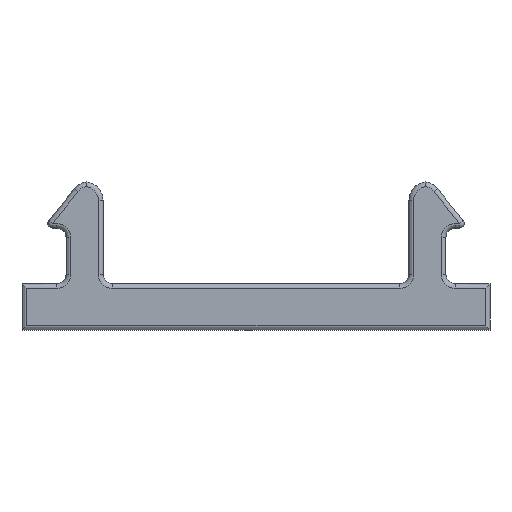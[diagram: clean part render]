
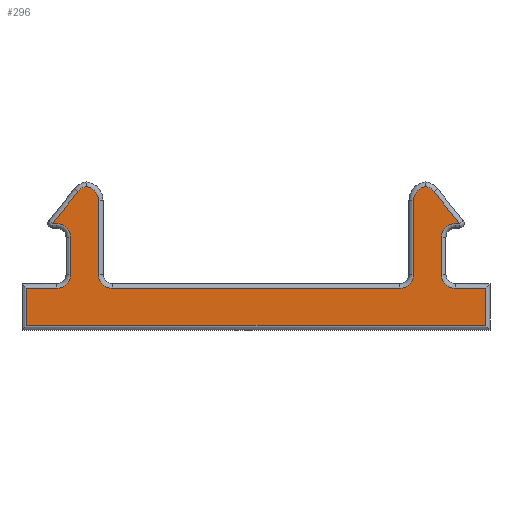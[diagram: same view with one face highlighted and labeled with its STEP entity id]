
A CAD part, front view. The second image highlights one B-rep face of the part: STEP entity #296.
In plain terms, the highlighted planar face has unit normal (0, -1, 0).
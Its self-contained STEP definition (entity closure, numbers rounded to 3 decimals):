
#296=ADVANCED_FACE('',(#962),#964,.F.);
#962=FACE_BOUND('',#963,.T.);
#963=EDGE_LOOP('',(#1461,#1462,#1463,#1464,#1465,#1466,#1467,#1468,#1469,#1470,#1471,
#1472,#1473,#1474,#1475,#1476,#1477,#1478,#1479,#1480,#1481,#1482,#1483,#1484));
#964=PLANE('',#965);
#965=AXIS2_PLACEMENT_3D('',#966,#967,#968);
#966=CARTESIAN_POINT('',(0.,0.,0.));
#967=DIRECTION('',(0.,1.,0.));
#968=DIRECTION('',(-1.,0.,0.));
#1461=ORIENTED_EDGE('',*,*,#1791,.F.);
#1462=ORIENTED_EDGE('',*,*,#1792,.F.);
#1463=ORIENTED_EDGE('',*,*,#1793,.F.);
#1464=ORIENTED_EDGE('',*,*,#1794,.F.);
#1465=ORIENTED_EDGE('',*,*,#1795,.F.);
#1466=ORIENTED_EDGE('',*,*,#1796,.F.);
#1467=ORIENTED_EDGE('',*,*,#1797,.F.);
#1468=ORIENTED_EDGE('',*,*,#1798,.F.);
#1469=ORIENTED_EDGE('',*,*,#1799,.F.);
#1470=ORIENTED_EDGE('',*,*,#1800,.F.);
#1471=ORIENTED_EDGE('',*,*,#1801,.F.);
#1472=ORIENTED_EDGE('',*,*,#1802,.F.);
#1473=ORIENTED_EDGE('',*,*,#1803,.F.);
#1474=ORIENTED_EDGE('',*,*,#1804,.F.);
#1475=ORIENTED_EDGE('',*,*,#1805,.F.);
#1476=ORIENTED_EDGE('',*,*,#1806,.F.);
#1477=ORIENTED_EDGE('',*,*,#1807,.F.);
#1478=ORIENTED_EDGE('',*,*,#1808,.F.);
#1479=ORIENTED_EDGE('',*,*,#1809,.F.);
#1480=ORIENTED_EDGE('',*,*,#1810,.F.);
#1481=ORIENTED_EDGE('',*,*,#1811,.F.);
#1482=ORIENTED_EDGE('',*,*,#1812,.F.);
#1483=ORIENTED_EDGE('',*,*,#1813,.F.);
#1484=ORIENTED_EDGE('',*,*,#1814,.F.);
#1791=EDGE_CURVE('',#2045,#2046,#2047,.T.);
#1792=EDGE_CURVE('',#2048,#2045,#2049,.T.);
#1793=EDGE_CURVE('',#2050,#2048,#2051,.T.);
#1794=EDGE_CURVE('',#2052,#2050,#2053,.T.);
#1795=EDGE_CURVE('',#2054,#2052,#2055,.T.);
#1796=EDGE_CURVE('',#2056,#2054,#2057,.T.);
#1797=EDGE_CURVE('',#2058,#2056,#2059,.T.);
#1798=EDGE_CURVE('',#2060,#2058,#2061,.T.);
#1799=EDGE_CURVE('',#2062,#2060,#2063,.T.);
#1800=EDGE_CURVE('',#2064,#2062,#2065,.T.);
#1801=EDGE_CURVE('',#2066,#2064,#2067,.T.);
#1802=EDGE_CURVE('',#2068,#2066,#2069,.T.);
#1803=EDGE_CURVE('',#2070,#2068,#2071,.T.);
#1804=EDGE_CURVE('',#2072,#2070,#2073,.T.);
#1805=EDGE_CURVE('',#2074,#2072,#2075,.T.);
#1806=EDGE_CURVE('',#2076,#2074,#2077,.T.);
#1807=EDGE_CURVE('',#2078,#2076,#2079,.T.);
#1808=EDGE_CURVE('',#2080,#2078,#2081,.T.);
#1809=EDGE_CURVE('',#2082,#2080,#2083,.T.);
#1810=EDGE_CURVE('',#2084,#2082,#2085,.T.);
#1811=EDGE_CURVE('',#2086,#2084,#2087,.T.);
#1812=EDGE_CURVE('',#2088,#2086,#2089,.T.);
#1813=EDGE_CURVE('',#2090,#2088,#2091,.T.);
#1814=EDGE_CURVE('',#2046,#2090,#2092,.T.);
#2045=VERTEX_POINT('',#2561);
#2046=VERTEX_POINT('',#2562);
#2047=LINE('',#2563,#2564);
#2048=VERTEX_POINT('',#2566);
#2049=LINE('',#2567,#2568);
#2050=VERTEX_POINT('',#2570);
#2051=CIRCLE('',#2571,0.3);
#2052=VERTEX_POINT('',#2575);
#2053=LINE('',#2576,#2577);
#2054=VERTEX_POINT('',#2579);
#2055=CIRCLE('',#2580,0.3);
#2056=VERTEX_POINT('',#2584);
#2057=LINE('',#2585,#2586);
#2058=VERTEX_POINT('',#2588);
#2059=LINE('',#2589,#2590);
#2060=VERTEX_POINT('',#2592);
#2061=LINE('',#2593,#2594);
#2062=VERTEX_POINT('',#2596);
#2063=LINE('',#2597,#2598);
#2064=VERTEX_POINT('',#2600);
#2065=LINE('',#2601,#2602);
#2066=VERTEX_POINT('',#2604);
#2067=CIRCLE('',#2605,0.3);
#2068=VERTEX_POINT('',#2609);
#2069=LINE('',#2610,#2611);
#2070=VERTEX_POINT('',#2613);
#2071=CIRCLE('',#2614,0.3);
#2072=VERTEX_POINT('',#2618);
#2073=LINE('',#2619,#2620);
#2074=VERTEX_POINT('',#2622);
#2075=LINE('',#2623,#2624);
#2076=VERTEX_POINT('',#2626);
#2077=CIRCLE('',#2627,0.3);
#2078=VERTEX_POINT('',#2631);
#2079=CIRCLE('',#2632,0.3);
#2080=VERTEX_POINT('',#2636);
#2081=LINE('',#2637,#2638);
#2082=VERTEX_POINT('',#2640);
#2083=CIRCLE('',#2641,0.3);
#2084=VERTEX_POINT('',#2645);
#2085=LINE('',#2646,#2647);
#2086=VERTEX_POINT('',#2649);
#2087=CIRCLE('',#2650,0.3);
#2088=VERTEX_POINT('',#2654);
#2089=LINE('',#2655,#2656);
#2090=VERTEX_POINT('',#2658);
#2091=CIRCLE('',#2659,0.3);
#2092=CIRCLE('',#2663,0.3);
#2561=CARTESIAN_POINT('',(-9.442,0.,-19.09));
#2562=CARTESIAN_POINT('',(-8.892,0.,-18.403));
#2563=CARTESIAN_POINT('',(-9.442,0.,-19.09));
#2564=VECTOR('',#2565,1.);
#2565=DIRECTION('',(0.625,0.,0.781));
#2566=CARTESIAN_POINT('',(-9.35,0.,-19.09));
#2567=CARTESIAN_POINT('',(-9.35,0.,-19.09));
#2568=VECTOR('',#2569,1.);
#2569=DIRECTION('',(-1.,0.,0.));
#2570=CARTESIAN_POINT('',(-9.05,0.,-19.39));
#2571=AXIS2_PLACEMENT_3D('',#2572,#2573,#2574);
#2572=CARTESIAN_POINT('',(-9.35,0.,-19.39));
#2573=DIRECTION('',(0.,-1.,0.));
#2574=DIRECTION('',(1.,0.,0.));
#2575=CARTESIAN_POINT('',(-9.05,0.,-20.19));
#2576=CARTESIAN_POINT('',(-9.05,0.,-20.19));
#2577=VECTOR('',#2578,1.);
#2578=DIRECTION('',(0.,0.,1.));
#2579=CARTESIAN_POINT('',(-9.35,0.,-20.49));
#2580=AXIS2_PLACEMENT_3D('',#2581,#2582,#2583);
#2581=CARTESIAN_POINT('',(-9.35,0.,-20.19));
#2582=DIRECTION('',(0.,-1.,0.));
#2583=DIRECTION('',(0.,0.,-1.));
#2584=CARTESIAN_POINT('',(-10.,0.,-20.49));
#2585=CARTESIAN_POINT('',(-10.,0.,-20.49));
#2586=VECTOR('',#2587,1.);
#2587=DIRECTION('',(1.,0.,0.));
#2588=CARTESIAN_POINT('',(-10.,0.,-21.29));
#2589=CARTESIAN_POINT('',(-10.,0.,-21.29));
#2590=VECTOR('',#2591,1.);
#2591=DIRECTION('',(0.,0.,1.));
#2592=CARTESIAN_POINT('',(-0.1,0.,-21.29));
#2593=CARTESIAN_POINT('',(-0.1,0.,-21.29));
#2594=VECTOR('',#2595,1.);
#2595=DIRECTION('',(-1.,0.,0.));
#2596=CARTESIAN_POINT('',(-0.1,0.,-20.49));
#2597=CARTESIAN_POINT('',(-0.1,0.,-20.49));
#2598=VECTOR('',#2599,1.);
#2599=DIRECTION('',(0.,0.,-1.));
#2600=CARTESIAN_POINT('',(-0.75,0.,-20.49));
#2601=CARTESIAN_POINT('',(-0.75,0.,-20.49));
#2602=VECTOR('',#2603,1.);
#2603=DIRECTION('',(1.,0.,0.));
#2604=CARTESIAN_POINT('',(-1.05,0.,-20.19));
#2605=AXIS2_PLACEMENT_3D('',#2606,#2607,#2608);
#2606=CARTESIAN_POINT('',(-0.75,0.,-20.19));
#2607=DIRECTION('',(0.,-1.,0.));
#2608=DIRECTION('',(-1.,0.,0.));
#2609=CARTESIAN_POINT('',(-1.05,0.,-19.39));
#2610=CARTESIAN_POINT('',(-1.05,0.,-19.39));
#2611=VECTOR('',#2612,1.);
#2612=DIRECTION('',(0.,0.,-1.));
#2613=CARTESIAN_POINT('',(-0.75,0.,-19.09));
#2614=AXIS2_PLACEMENT_3D('',#2615,#2616,#2617);
#2615=CARTESIAN_POINT('',(-0.75,0.,-19.39));
#2616=DIRECTION('',(0.,-1.,0.));
#2617=DIRECTION('',(0.,0.,1.));
#2618=CARTESIAN_POINT('',(-0.658,0.,-19.09));
#2619=CARTESIAN_POINT('',(-0.658,0.,-19.09));
#2620=VECTOR('',#2621,1.);
#2621=DIRECTION('',(-1.,0.,0.));
#2622=CARTESIAN_POINT('',(-1.208,0.,-18.403));
#2623=CARTESIAN_POINT('',(-1.208,0.,-18.403));
#2624=VECTOR('',#2625,1.);
#2625=DIRECTION('',(0.625,0.,-0.781));
#2626=CARTESIAN_POINT('',(-1.396,0.,-18.294));
#2627=AXIS2_PLACEMENT_3D('',#2628,#2629,#2630);
#2628=CARTESIAN_POINT('',(-1.442,0.,-18.59));
#2629=DIRECTION('',(0.,1.,0.));
#2630=DIRECTION('',(0.154,0.,0.988));
#2631=CARTESIAN_POINT('',(-1.65,0.,-18.59));
#2632=AXIS2_PLACEMENT_3D('',#2633,#2634,#2635);
#2633=CARTESIAN_POINT('',(-1.35,0.,-18.59));
#2634=DIRECTION('',(0.,1.,0.));
#2635=DIRECTION('',(-1.,0.,0.));
#2636=CARTESIAN_POINT('',(-1.65,0.,-20.19));
#2637=CARTESIAN_POINT('',(-1.65,0.,-20.19));
#2638=VECTOR('',#2639,1.);
#2639=DIRECTION('',(0.,0.,1.));
#2640=CARTESIAN_POINT('',(-1.95,0.,-20.49));
#2641=AXIS2_PLACEMENT_3D('',#2642,#2643,#2644);
#2642=CARTESIAN_POINT('',(-1.95,0.,-20.19));
#2643=DIRECTION('',(0.,-1.,0.));
#2644=DIRECTION('',(0.,0.,-1.));
#2645=CARTESIAN_POINT('',(-8.15,0.,-20.49));
#2646=CARTESIAN_POINT('',(-8.15,0.,-20.49));
#2647=VECTOR('',#2648,1.);
#2648=DIRECTION('',(1.,0.,0.));
#2649=CARTESIAN_POINT('',(-8.45,0.,-20.19));
#2650=AXIS2_PLACEMENT_3D('',#2651,#2652,#2653);
#2651=CARTESIAN_POINT('',(-8.15,0.,-20.19));
#2652=DIRECTION('',(0.,-1.,0.));
#2653=DIRECTION('',(-1.,0.,0.));
#2654=CARTESIAN_POINT('',(-8.45,0.,-18.59));
#2655=CARTESIAN_POINT('',(-8.45,0.,-18.59));
#2656=VECTOR('',#2657,1.);
#2657=DIRECTION('',(0.,0.,-1.));
#2658=CARTESIAN_POINT('',(-8.704,0.,-18.294));
#2659=AXIS2_PLACEMENT_3D('',#2660,#2661,#2662);
#2660=CARTESIAN_POINT('',(-8.75,0.,-18.59));
#2661=DIRECTION('',(0.,1.,0.));
#2662=DIRECTION('',(0.154,0.,0.988));
#2663=AXIS2_PLACEMENT_3D('',#2664,#2665,#2666);
#2664=CARTESIAN_POINT('',(-8.658,0.,-18.59));
#2665=DIRECTION('',(0.,1.,0.));
#2666=DIRECTION('',(-0.781,0.,0.625));
